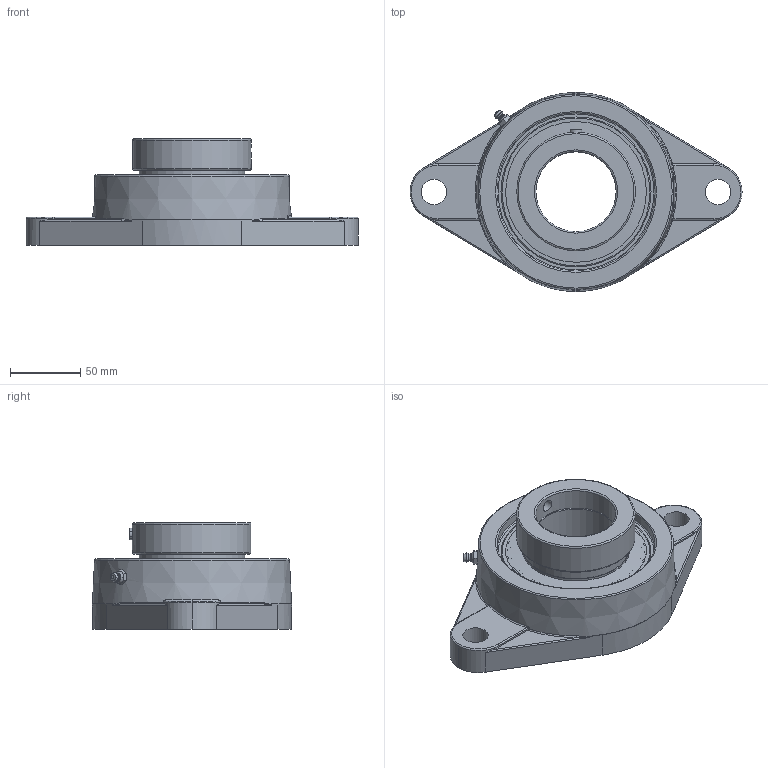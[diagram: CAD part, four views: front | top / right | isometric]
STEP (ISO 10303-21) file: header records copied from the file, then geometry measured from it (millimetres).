
FILE_DESCRIPTION(('HOOPS Exchange Step'),'2;1');
FILE_NAME('export-128A37EF-17B8-46D5-8F8B-DDCFF023EF93.stp','2019-12-13T09:22:51-08:00',('ibuslach'),('Alibre'),'HOOPS Exchange 2019.2','Alibre','Unknown authorisation');
FILE_SCHEMA( ('AP242_MANAGED_MODEL_BASED_3D_ENGINEERING_MIM_LF {1 0 10303 442 1 1 4 }') );
Length unit declared in the file: centimetre
Products named in the file (8): MRN SFT 212; UCP ZERK 6mm; SNC 212-36 COLLAR; SNC 212-36 RACES; SNC 212 SHIELD; SNC 211 SS; MRN SNC 212-36; MRN SNCFT 212-36
Assembly tree (8 placements, depth 3):
  MRN SNCFT 212-36
    MRN SFT 212
    UCP ZERK 6mm
    MRN SNC 212-36
      SNC 212-36 COLLAR
      SNC 212-36 RACES
      SNC 212 SHIELD  x2
      SNC 211 SS
Bounding box: 236 x 141.5 x 75.8 mm (x, y, z)
Volume: 606135.9 mm3; surface area: 148778.6 mm2
Topology: 8 solids, 8 shells, 186 faces, 486 edges, 313 vertices
Faces by surface type: plane 59, cylinder 53, torus 30, cone 19, bspline 16, sphere 9
Full cylindrical faces by diameter (mm): 2.264 x2, 6 x2, 8.382 x3, 18 x2, 57.15 x2, 72.034 x2, 74.93 x2, 75.565 x2, 76.327 x2, 84.201 x1, 93.935 x2, 100.076 x2, 112.635 x1, 114.635 x1
Entity records: 13680 total; most frequent: CARTESIAN_POINT 9064, DIRECTION 967, ORIENTED_EDGE 918, EDGE_CURVE 459, AXIS2_PLACEMENT_3D 414, VERTEX_POINT 299, CIRCLE 227, EDGE_LOOP 206
